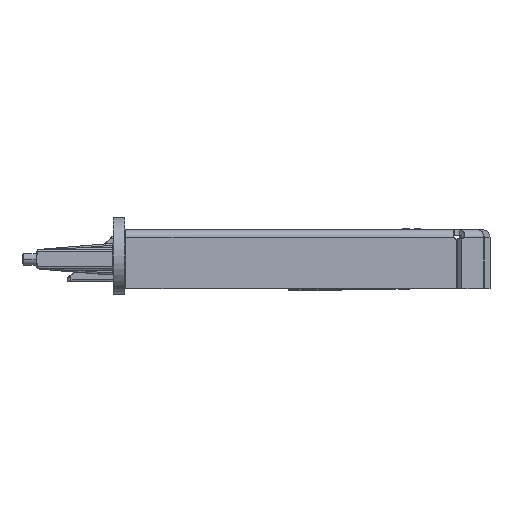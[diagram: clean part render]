
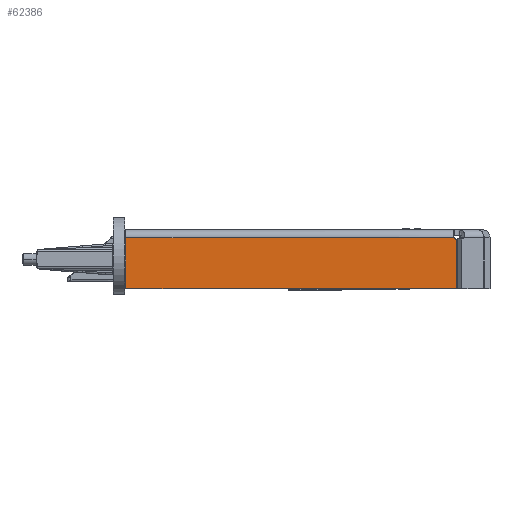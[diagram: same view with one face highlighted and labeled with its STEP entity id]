
A CAD part, front view. The second image highlights one B-rep face of the part: STEP entity #62386.
In plain terms, the highlighted planar face has unit normal (0, -1, 0).
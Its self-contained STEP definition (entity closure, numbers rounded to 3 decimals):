
#57421=DIRECTION('',(1.,0.,0.));
#57422=VECTOR('',#57421,85.368);
#57423=CARTESIAN_POINT('',(-61.8,-101.9,-0.5));
#57424=LINE('',#57423,#57422);
#57451=CARTESIAN_POINT('',(24.623,-101.9,0.171));
#57452=DIRECTION('',(0.,1.,0.));
#57453=DIRECTION('',(-0.419,0.,-0.908));
#57454=AXIS2_PLACEMENT_3D('',#57451,#57452,#57453);
#57459=DIRECTION('',(0.,0.,1.));
#57460=VECTOR('',#57459,12.8);
#57461=CARTESIAN_POINT('',(24.1,-101.9,-13.765));
#57462=LINE('',#57461,#57460);
#57466=DIRECTION('',(1.,0.,0.));
#57467=VECTOR('',#57466,85.9);
#57468=CARTESIAN_POINT('',(-61.8,-101.9,-13.765));
#57469=LINE('',#57468,#57467);
#57473=DIRECTION('',(0.,0.,-1.));
#57474=VECTOR('',#57473,13.265);
#57475=CARTESIAN_POINT('',(-61.8,-101.9,-0.5));
#57476=LINE('',#57475,#57474);
#61613=CARTESIAN_POINT('',(-61.8,-101.9,-13.765));
#61615=VERTEX_POINT('',#61613);
#61757=CARTESIAN_POINT('',(24.1,-101.9,-13.765));
#61758=VERTEX_POINT('',#61757);
#61783=CARTESIAN_POINT('',(24.1,-101.9,-0.965));
#61784=VERTEX_POINT('',#61783);
#61879=CARTESIAN_POINT('',(-61.8,-101.9,-0.5));
#61880=VERTEX_POINT('',#61879);
#61883=CARTESIAN_POINT('',(23.568,-101.9,-0.5));
#61884=VERTEX_POINT('',#61883);
#62371=CARTESIAN_POINT('',(0.,-101.9,100.935));
#62372=DIRECTION('',(0.,-1.,0.));
#62373=DIRECTION('',(1.,0.,0.));
#62374=AXIS2_PLACEMENT_3D('',#62371,#62372,#62373);
#62375=PLANE('',#62374);
#62376=ORIENTED_EDGE('',*,*,#62361,.T.);
#62377=ORIENTED_EDGE('',*,*,#62304,.F.);
#62379=ORIENTED_EDGE('',*,*,#62378,.F.);
#62381=ORIENTED_EDGE('',*,*,#62380,.F.);
#62383=ORIENTED_EDGE('',*,*,#62382,.F.);
#62384=EDGE_LOOP('',(#62376,#62377,#62379,#62381,#62383));
#62385=FACE_OUTER_BOUND('',#62384,.F.);
#57455=CIRCLE('',#57454,1.25);
#62304=EDGE_CURVE('',#61784,#61884,#57455,.T.);
#62361=EDGE_CURVE('',#61880,#61884,#57424,.T.);
#62378=EDGE_CURVE('',#61758,#61784,#57462,.T.);
#62380=EDGE_CURVE('',#61615,#61758,#57469,.T.);
#62382=EDGE_CURVE('',#61880,#61615,#57476,.T.);
#62386=ADVANCED_FACE('',(#62385),#62375,.T.);
